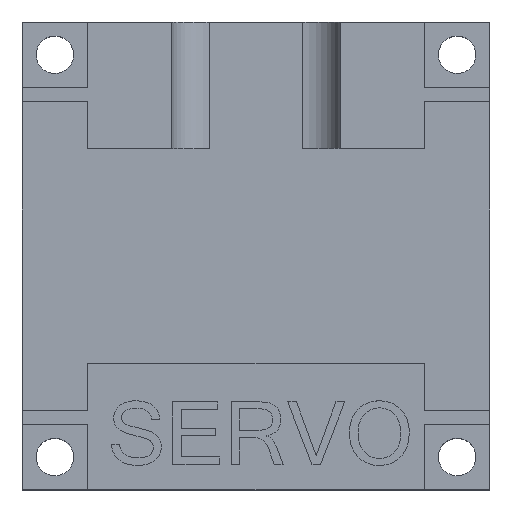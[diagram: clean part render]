
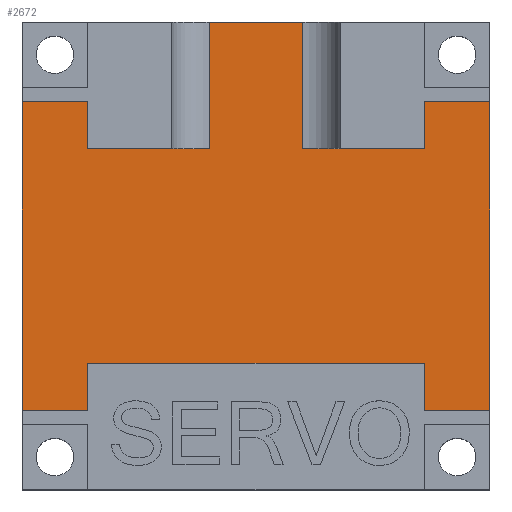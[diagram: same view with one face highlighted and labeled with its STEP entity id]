
A CAD part, top view. The second image highlights one B-rep face of the part: STEP entity #2672.
In plain terms, the highlighted planar face has unit normal (0, 0, 1).
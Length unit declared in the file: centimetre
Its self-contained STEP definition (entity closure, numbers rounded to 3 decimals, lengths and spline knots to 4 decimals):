
#258=PLANE('',#2822);
#332=VECTOR('',#2937,1.);
#336=VECTOR('',#2948,1.);
#338=VECTOR('',#2953,1.);
#339=VECTOR('',#2954,1.);
#340=VECTOR('',#2955,1.);
#341=VECTOR('',#2956,1.);
#342=VECTOR('',#2957,1.);
#343=VECTOR('',#2958,1.);
#344=VECTOR('',#2959,1.);
#345=VECTOR('',#2960,1.);
#346=VECTOR('',#2961,1.);
#347=VECTOR('',#2962,1.);
#348=VECTOR('',#2963,1.);
#349=VECTOR('',#2964,1.);
#350=VECTOR('',#2965,1.);
#351=VECTOR('',#2966,1.);
#588=LINE('',#3352,#332);
#592=LINE('',#3365,#336);
#594=LINE('',#3371,#338);
#595=LINE('',#3372,#339);
#596=LINE('',#3374,#340);
#597=LINE('',#3376,#341);
#598=LINE('',#3378,#342);
#599=LINE('',#3380,#343);
#600=LINE('',#3382,#344);
#601=LINE('',#3384,#345);
#602=LINE('',#3386,#346);
#603=LINE('',#3388,#347);
#604=LINE('',#3390,#348);
#605=LINE('',#3392,#349);
#606=LINE('',#3394,#350);
#607=LINE('',#3396,#351);
#843=VERTEX_POINT('',#3346);
#846=VERTEX_POINT('',#3351);
#851=VERTEX_POINT('',#3364);
#852=VERTEX_POINT('',#3366);
#854=VERTEX_POINT('',#3373);
#855=VERTEX_POINT('',#3375);
#856=VERTEX_POINT('',#3377);
#857=VERTEX_POINT('',#3379);
#858=VERTEX_POINT('',#3381);
#859=VERTEX_POINT('',#3383);
#860=VERTEX_POINT('',#3385);
#861=VERTEX_POINT('',#3387);
#862=VERTEX_POINT('',#3389);
#863=VERTEX_POINT('',#3391);
#864=VERTEX_POINT('',#3393);
#865=VERTEX_POINT('',#3395);
#1142=EDGE_CURVE('',#846,#843,#588,.T.);
#1148=EDGE_CURVE('',#851,#852,#592,.T.);
#1151=EDGE_CURVE('',#846,#852,#594,.T.);
#1152=EDGE_CURVE('',#851,#854,#595,.T.);
#1153=EDGE_CURVE('',#854,#855,#596,.T.);
#1154=EDGE_CURVE('',#855,#856,#597,.T.);
#1155=EDGE_CURVE('',#856,#857,#598,.T.);
#1156=EDGE_CURVE('',#858,#857,#599,.T.);
#1157=EDGE_CURVE('',#859,#858,#600,.T.);
#1158=EDGE_CURVE('',#860,#859,#601,.T.);
#1159=EDGE_CURVE('',#861,#860,#602,.T.);
#1160=EDGE_CURVE('',#862,#861,#603,.T.);
#1161=EDGE_CURVE('',#862,#863,#604,.T.);
#1162=EDGE_CURVE('',#863,#864,#605,.T.);
#1163=EDGE_CURVE('',#864,#865,#606,.T.);
#1164=EDGE_CURVE('',#865,#843,#607,.T.);
#1546=ORIENTED_EDGE('',*,*,#1142,.F.);
#1547=ORIENTED_EDGE('',*,*,#1151,.T.);
#1548=ORIENTED_EDGE('',*,*,#1148,.F.);
#1549=ORIENTED_EDGE('',*,*,#1152,.T.);
#1550=ORIENTED_EDGE('',*,*,#1153,.T.);
#1551=ORIENTED_EDGE('',*,*,#1154,.T.);
#1552=ORIENTED_EDGE('',*,*,#1155,.T.);
#1553=ORIENTED_EDGE('',*,*,#1156,.F.);
#1554=ORIENTED_EDGE('',*,*,#1157,.F.);
#1555=ORIENTED_EDGE('',*,*,#1158,.F.);
#1556=ORIENTED_EDGE('',*,*,#1159,.F.);
#1557=ORIENTED_EDGE('',*,*,#1160,.F.);
#1558=ORIENTED_EDGE('',*,*,#1161,.T.);
#1559=ORIENTED_EDGE('',*,*,#1162,.T.);
#1560=ORIENTED_EDGE('',*,*,#1163,.T.);
#1561=ORIENTED_EDGE('',*,*,#1164,.T.);
#2325=EDGE_LOOP('',(#1546,#1547,#1548,#1549,#1550,#1551,#1552,#1553,#1554,
#1555,#1556,#1557,#1558,#1559,#1560,#1561));
#2499=FACE_BOUND('',#2325,.T.);
#2672=ADVANCED_FACE('',(#2499),#258,.T.);
#2822=AXIS2_PLACEMENT_3D('',#3370,#2952,$);
#2937=DIRECTION('',(0.,-1.,0.));
#2948=DIRECTION('',(0.,1.,0.));
#2952=DIRECTION('',(0.,0.,1.));
#2953=DIRECTION('',(-1.,0.,0.));
#2954=DIRECTION('',(-1.,0.,0.));
#2955=DIRECTION('',(0.,1.,0.));
#2956=DIRECTION('',(-1.,0.,0.));
#2957=DIRECTION('',(0.,-1.,0.));
#2958=DIRECTION('',(-1.,0.,0.));
#2959=DIRECTION('',(0.,-1.,0.));
#2960=DIRECTION('',(-1.,0.,0.));
#2961=DIRECTION('',(0.,1.,0.));
#2962=DIRECTION('',(-1.,0.,0.));
#2963=DIRECTION('',(0.,1.,0.));
#2964=DIRECTION('',(-1.,0.,0.));
#2965=DIRECTION('',(0.,-1.,0.));
#2966=DIRECTION('',(-1.,0.,0.));
#3346=CARTESIAN_POINT('',(0.5,1.15,0.));
#3351=CARTESIAN_POINT('',(0.5,2.5,0.));
#3352=CARTESIAN_POINT('',(0.5,0.9125,0.));
#3364=CARTESIAN_POINT('',(-0.5,1.15,0.));
#3365=CARTESIAN_POINT('',(-0.5,0.9125,0.));
#3366=CARTESIAN_POINT('',(-0.5,2.5,0.));
#3370=CARTESIAN_POINT('',(0.,0.,0.));
#3371=CARTESIAN_POINT('',(2.5,2.5,0.));
#3372=CARTESIAN_POINT('',(-0.675,1.15,0.));
#3373=CARTESIAN_POINT('',(-1.8,1.15,0.));
#3374=CARTESIAN_POINT('',(-1.8,1.15,0.));
#3375=CARTESIAN_POINT('',(-1.8,1.65,0.));
#3376=CARTESIAN_POINT('',(-1.8,1.65,0.));
#3377=CARTESIAN_POINT('',(-2.5,1.65,0.));
#3378=CARTESIAN_POINT('',(-2.5,2.5,0.));
#3379=CARTESIAN_POINT('',(-2.5,-1.65,0.));
#3380=CARTESIAN_POINT('',(-1.8,-1.65,0.));
#3381=CARTESIAN_POINT('',(-1.8,-1.65,0.));
#3382=CARTESIAN_POINT('',(-1.8,-1.15,0.));
#3383=CARTESIAN_POINT('',(-1.8,-1.15,0.));
#3384=CARTESIAN_POINT('',(1.8,-1.15,0.));
#3385=CARTESIAN_POINT('',(1.8,-1.15,0.));
#3386=CARTESIAN_POINT('',(1.8,-1.65,0.));
#3387=CARTESIAN_POINT('',(1.8,-1.65,0.));
#3388=CARTESIAN_POINT('',(2.5,-1.65,0.));
#3389=CARTESIAN_POINT('',(2.5,-1.65,0.));
#3390=CARTESIAN_POINT('',(2.5,-2.5,0.));
#3391=CARTESIAN_POINT('',(2.5,1.65,0.));
#3392=CARTESIAN_POINT('',(2.5,1.65,0.));
#3393=CARTESIAN_POINT('',(1.8,1.65,0.));
#3394=CARTESIAN_POINT('',(1.8,1.65,0.));
#3395=CARTESIAN_POINT('',(1.8,1.15,0.));
#3396=CARTESIAN_POINT('',(1.8,1.15,0.));
